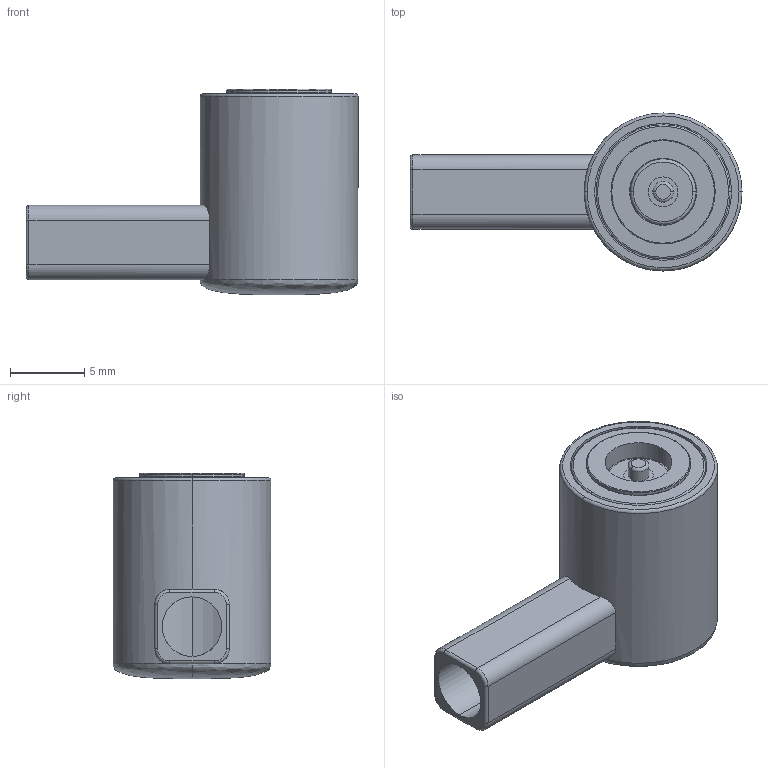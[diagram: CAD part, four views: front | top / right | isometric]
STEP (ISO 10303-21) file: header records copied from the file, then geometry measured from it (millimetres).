
FILE_DESCRIPTION (( 'STEP AP214' ), '1' );
FILE_NAME ('蚾饜极_棠柲芛.STEP', '2022-05-31T07:54:32', ( '' ), ( '' ), 'SwSTEP 2.0', 'SolidWorks 2016', '' );
FILE_SCHEMA (( 'AUTOMOTIVE_DESIGN' ));
Length unit declared in the file: millimetre
Products named in the file (7): 蚾饜极_棠柲芛; 充电线_磁吸头_外壳; 肣渀_鼠釱; 肣杶_鼠釱-傲踢; 蝶璃_鼠釱; 棠沺_鼠釱; pcb_鼠釱_拸腑
Assembly tree (6 placements, depth 2):
  蚾饜极_棠柲芛
    pcb_鼠釱_拸腑
    棠沺_鼠釱
    蝶璃_鼠釱
    肣杶_鼠釱-傲踢
    肣渀_鼠釱
    充电线_磁吸头_外壳
Bounding box: 22.3 x 10.6 x 13.8 mm (x, y, z)
Volume: 897.3 mm3; surface area: 2085.8 mm2
Topology: 7 solids, 7 shells, 149 faces, 348 edges, 218 vertices
Faces by surface type: cylinder 61, plane 55, torus 31, bspline 2
Entity records: 6068 total; most frequent: CARTESIAN_POINT 1394, DIRECTION 806, ORIENTED_EDGE 696, EDGE_CURVE 348, AXIS2_PLACEMENT_3D 328, VERTEX_POINT 218, CIRCLE 172, EDGE_LOOP 172
